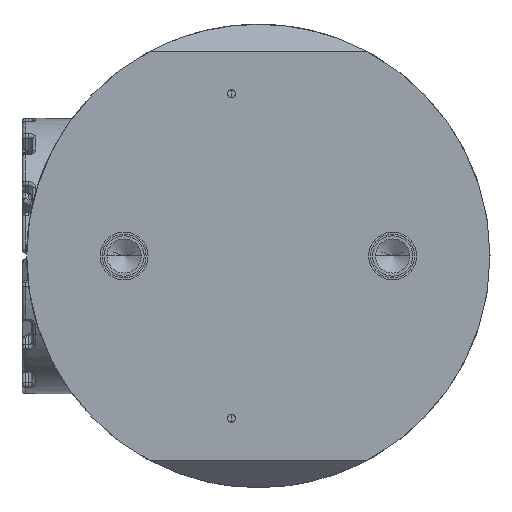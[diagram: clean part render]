
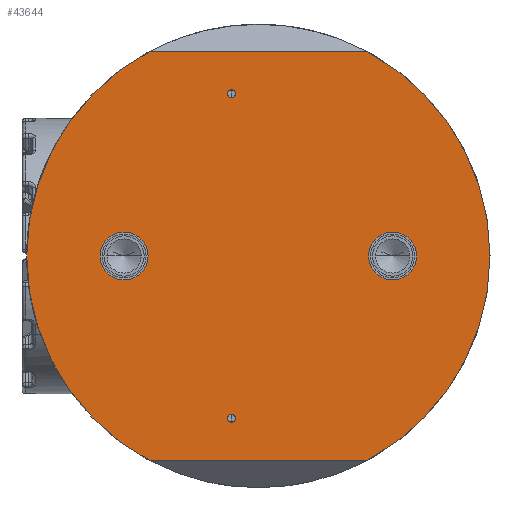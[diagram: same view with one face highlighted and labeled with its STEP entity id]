
A CAD part, front view. The second image highlights one B-rep face of the part: STEP entity #43644.
In plain terms, the highlighted planar face has unit normal (0, -1, 0).
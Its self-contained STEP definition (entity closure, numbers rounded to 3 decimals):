
#1974 = VERTEX_POINT ( 'NONE', #2759 ) ;
#2759 = CARTESIAN_POINT ( 'NONE',  ( -32.249, 0., -61. ) ) ;
#3071 = CARTESIAN_POINT ( 'NONE',  ( -8., 0., 48.3 ) ) ;
#5620 = CARTESIAN_POINT ( 'NONE',  ( -47.144, 0., 0. ) ) ;
#6709 = ORIENTED_EDGE ( 'NONE', *, *, #52215, .T. ) ;
#6962 = CARTESIAN_POINT ( 'NONE',  ( 69., 0., 0. ) ) ;
#7072 = CARTESIAN_POINT ( 'NONE',  ( 40., 0., 0. ) ) ;
#7500 = DIRECTION ( 'NONE',  ( -1., 0., 0. ) ) ;
#7879 = EDGE_CURVE ( 'NONE', #1974, #94978, #25887, .T. ) ;
#8273 = VERTEX_POINT ( 'NONE', #87230 ) ;
#8900 = EDGE_CURVE ( 'NONE', #34752, #33850, #56590, .T. ) ;
#10265 = CARTESIAN_POINT ( 'NONE',  ( 40., 0., 0. ) ) ;
#10297 = ORIENTED_EDGE ( 'NONE', *, *, #14197, .F. ) ;
#10830 = DIRECTION ( 'NONE',  ( -1., 0., 0. ) ) ;
#11344 = CIRCLE ( 'NONE', #39544, 1.191 ) ;
#12524 = CIRCLE ( 'NONE', #33762, 7.144 ) ;
#13506 = VERTEX_POINT ( 'NONE', #54454 ) ;
#13642 = EDGE_CURVE ( 'NONE', #13506, #28209, #11344, .T. ) ;
#13936 = EDGE_CURVE ( 'NONE', #25445, #20036, #17360, .T. ) ;
#14069 = EDGE_CURVE ( 'NONE', #48958, #83960, #12524, .T. ) ;
#14197 = EDGE_CURVE ( 'NONE', #33850, #1974, #86130, .T. ) ;
#14345 = EDGE_CURVE ( 'NONE', #8273, #34752, #38673, .T. ) ;
#14518 = EDGE_CURVE ( 'NONE', #78457, #8273, #69506, .T. ) ;
#14783 = EDGE_CURVE ( 'NONE', #94978, #78457, #55259, .T. ) ;
#14812 = EDGE_CURVE ( 'NONE', #27914, #61254, #17270, .T. ) ;
#14839 = DIRECTION ( 'NONE',  ( -1., 0., 0. ) ) ;
#15044 = DIRECTION ( 'NONE',  ( 0., 1., 0. ) ) ;
#16376 = ORIENTED_EDGE ( 'NONE', *, *, #14812, .T. ) ;
#17087 = AXIS2_PLACEMENT_3D ( 'NONE', #81917, #36586, #89589 ) ;
#17270 = CIRCLE ( 'NONE', #30558, 1.191 ) ;
#17360 = CIRCLE ( 'NONE', #34332, 7.144 ) ;
#17990 = DIRECTION ( 'NONE',  ( -1., 0., 0. ) ) ;
#18184 = FACE_BOUND ( 'NONE', #77826, .T. ) ;
#18924 = CIRCLE ( 'NONE', #29982, 7.144 ) ;
#20036 = VERTEX_POINT ( 'NONE', #31887 ) ;
#24124 = EDGE_LOOP ( 'NONE', ( #6709, #16376 ) ) ;
#25445 = VERTEX_POINT ( 'NONE', #5620 ) ;
#25709 = VECTOR ( 'NONE', #38718, 1000. ) ;
#25887 = CIRCLE ( 'NONE', #44310, 69. ) ;
#27126 = CARTESIAN_POINT ( 'NONE',  ( 0., 0., 61. ) ) ;
#27758 = CARTESIAN_POINT ( 'NONE',  ( 32.856, 0., 0. ) ) ;
#27914 = VERTEX_POINT ( 'NONE', #61293 ) ;
#28209 = VERTEX_POINT ( 'NONE', #77222 ) ;
#29203 = DIRECTION ( 'NONE',  ( 0., -1., 0. ) ) ;
#29232 = VECTOR ( 'NONE', #42299, 1000. ) ;
#29982 = AXIS2_PLACEMENT_3D ( 'NONE', #10265, #63419, #17990 ) ;
#30558 = AXIS2_PLACEMENT_3D ( 'NONE', #45596, #98604, #53259 ) ;
#30579 = AXIS2_PLACEMENT_3D ( 'NONE', #60528, #15044, #68148 ) ;
#30600 = ORIENTED_EDGE ( 'NONE', *, *, #8900, .F. ) ;
#31887 = CARTESIAN_POINT ( 'NONE',  ( -32.856, 0., 0. ) ) ;
#32277 = AXIS2_PLACEMENT_3D ( 'NONE', #79104, #33727, #86735 ) ;
#33727 = DIRECTION ( 'NONE',  ( 0., 1., 0. ) ) ;
#33762 = AXIS2_PLACEMENT_3D ( 'NONE', #7072, #60322, #14839 ) ;
#33850 = VERTEX_POINT ( 'NONE', #46270 ) ;
#34332 = AXIS2_PLACEMENT_3D ( 'NONE', #74591, #29203, #82157 ) ;
#34752 = VERTEX_POINT ( 'NONE', #6962 ) ;
#35283 = ORIENTED_EDGE ( 'NONE', *, *, #83043, .F. ) ;
#36586 = DIRECTION ( 'NONE',  ( 0., -1., 0. ) ) ;
#37720 = CARTESIAN_POINT ( 'NONE',  ( -8., 0., -48.3 ) ) ;
#38355 = FACE_OUTER_BOUND ( 'NONE', #50424, .T. ) ;
#38673 = CIRCLE ( 'NONE', #32277, 69. ) ;
#38718 = DIRECTION ( 'NONE',  ( -1., 0., 0. ) ) ;
#39404 = AXIS2_PLACEMENT_3D ( 'NONE', #44883, #44765, #44649 ) ;
#39544 = AXIS2_PLACEMENT_3D ( 'NONE', #3071, #56401, #10830 ) ;
#40529 = CARTESIAN_POINT ( 'NONE',  ( -69., 0., 0. ) ) ;
#40672 = CARTESIAN_POINT ( 'NONE',  ( 47.144, 0., 0. ) ) ;
#40710 = FACE_BOUND ( 'NONE', #24124, .T. ) ;
#41194 = ORIENTED_EDGE ( 'NONE', *, *, #14069, .F. ) ;
#41832 = CARTESIAN_POINT ( 'NONE',  ( -8., 0., 48.3 ) ) ;
#42299 = DIRECTION ( 'NONE',  ( 1., 0., 0. ) ) ;
#43610 = ORIENTED_EDGE ( 'NONE', *, *, #63907, .F. ) ;
#43644 = ADVANCED_FACE ( 'NONE', ( #58554, #18184, #81058, #38355, #40710 ), #74350, .T. ) ;
#44142 = CARTESIAN_POINT ( 'NONE',  ( -9.191, 0., -48.3 ) ) ;
#44310 = AXIS2_PLACEMENT_3D ( 'NONE', #48503, #47064, #46195 ) ;
#44649 = DIRECTION ( 'NONE',  ( 1., 0., 0. ) ) ;
#44765 = DIRECTION ( 'NONE',  ( 0., 1., 0. ) ) ;
#44843 = ORIENTED_EDGE ( 'NONE', *, *, #7879, .F. ) ;
#44883 = CARTESIAN_POINT ( 'NONE',  ( 0., 0., 0. ) ) ;
#45317 = DIRECTION ( 'NONE',  ( -1., 0., 0. ) ) ;
#45596 = CARTESIAN_POINT ( 'NONE',  ( -8., 0., -48.3 ) ) ;
#46195 = DIRECTION ( 'NONE',  ( 1., 0., 0. ) ) ;
#46270 = CARTESIAN_POINT ( 'NONE',  ( 32.249, 0., -61. ) ) ;
#47064 = DIRECTION ( 'NONE',  ( 0., 1., 0. ) ) ;
#48503 = CARTESIAN_POINT ( 'NONE',  ( 0., 0., 0. ) ) ;
#48958 = VERTEX_POINT ( 'NONE', #27758 ) ;
#49515 = DIRECTION ( 'NONE',  ( -1., 0., 0. ) ) ;
#49527 = ORIENTED_EDGE ( 'NONE', *, *, #13936, .F. ) ;
#50424 = EDGE_LOOP ( 'NONE', ( #10297, #30600, #57904, #98196, #60278, #44843 ) ) ;
#52215 = EDGE_CURVE ( 'NONE', #61254, #27914, #78123, .T. ) ;
#53143 = DIRECTION ( 'NONE',  ( 0., -1., 0. ) ) ;
#53259 = DIRECTION ( 'NONE',  ( -1., 0., 0. ) ) ;
#54454 = CARTESIAN_POINT ( 'NONE',  ( -9.191, 0., 48.3 ) ) ;
#55259 = CIRCLE ( 'NONE', #30579, 69. ) ;
#55562 = CIRCLE ( 'NONE', #57312, 1.191 ) ;
#56401 = DIRECTION ( 'NONE',  ( 0., -1., 0. ) ) ;
#56590 = CIRCLE ( 'NONE', #39404, 69. ) ;
#56699 = EDGE_LOOP ( 'NONE', ( #68448, #35283 ) ) ;
#57090 = EDGE_CURVE ( 'NONE', #20036, #25445, #92900, .T. ) ;
#57312 = AXIS2_PLACEMENT_3D ( 'NONE', #41832, #94884, #49515 ) ;
#57904 = ORIENTED_EDGE ( 'NONE', *, *, #14345, .F. ) ;
#58554 = FACE_BOUND ( 'NONE', #56699, .T. ) ;
#60192 = AXIS2_PLACEMENT_3D ( 'NONE', #98493, #53143, #7500 ) ;
#60278 = ORIENTED_EDGE ( 'NONE', *, *, #14783, .F. ) ;
#60322 = DIRECTION ( 'NONE',  ( 0., -1., 0. ) ) ;
#60528 = CARTESIAN_POINT ( 'NONE',  ( 0., 0., 0. ) ) ;
#61254 = VERTEX_POINT ( 'NONE', #44142 ) ;
#61293 = CARTESIAN_POINT ( 'NONE',  ( -6.809, 0., -48.3 ) ) ;
#63419 = DIRECTION ( 'NONE',  ( 0., -1., 0. ) ) ;
#63907 = EDGE_CURVE ( 'NONE', #83960, #48958, #18924, .T. ) ;
#67144 = EDGE_LOOP ( 'NONE', ( #41194, #43610 ) ) ;
#68148 = DIRECTION ( 'NONE',  ( 1., 0., 0. ) ) ;
#68448 = ORIENTED_EDGE ( 'NONE', *, *, #13642, .F. ) ;
#69506 = LINE ( 'NONE', #27126, #29232 ) ;
#74350 = PLANE ( 'NONE',  #17087 ) ;
#74591 = CARTESIAN_POINT ( 'NONE',  ( -40., 0., 0. ) ) ;
#76751 = CARTESIAN_POINT ( 'NONE',  ( -32.249, 0., 61. ) ) ;
#77222 = CARTESIAN_POINT ( 'NONE',  ( -6.809, 0., 48.3 ) ) ;
#77826 = EDGE_LOOP ( 'NONE', ( #49527, #92210 ) ) ;
#78123 = CIRCLE ( 'NONE', #79157, 1.191 ) ;
#78457 = VERTEX_POINT ( 'NONE', #76751 ) ;
#79104 = CARTESIAN_POINT ( 'NONE',  ( 0., 0., 0. ) ) ;
#79157 = AXIS2_PLACEMENT_3D ( 'NONE', #37720, #90731, #45317 ) ;
#81058 = FACE_BOUND ( 'NONE', #67144, .T. ) ;
#81917 = CARTESIAN_POINT ( 'NONE',  ( 0., 0., 0. ) ) ;
#82157 = DIRECTION ( 'NONE',  ( -1., 0., 0. ) ) ;
#83043 = EDGE_CURVE ( 'NONE', #28209, #13506, #55562, .T. ) ;
#83960 = VERTEX_POINT ( 'NONE', #40672 ) ;
#84106 = CARTESIAN_POINT ( 'NONE',  ( 0., 0., -61. ) ) ;
#86130 = LINE ( 'NONE', #84106, #25709 ) ;
#86735 = DIRECTION ( 'NONE',  ( 1., 0., 0. ) ) ;
#87230 = CARTESIAN_POINT ( 'NONE',  ( 32.249, 0., 61. ) ) ;
#89589 = DIRECTION ( 'NONE',  ( -1., 0., 0. ) ) ;
#90731 = DIRECTION ( 'NONE',  ( 0., 1., 0. ) ) ;
#92210 = ORIENTED_EDGE ( 'NONE', *, *, #57090, .F. ) ;
#92900 = CIRCLE ( 'NONE', #60192, 7.144 ) ;
#94884 = DIRECTION ( 'NONE',  ( 0., -1., 0. ) ) ;
#94978 = VERTEX_POINT ( 'NONE', #40529 ) ;
#98196 = ORIENTED_EDGE ( 'NONE', *, *, #14518, .F. ) ;
#98493 = CARTESIAN_POINT ( 'NONE',  ( -40., 0., 0. ) ) ;
#98604 = DIRECTION ( 'NONE',  ( 0., 1., 0. ) ) ;
